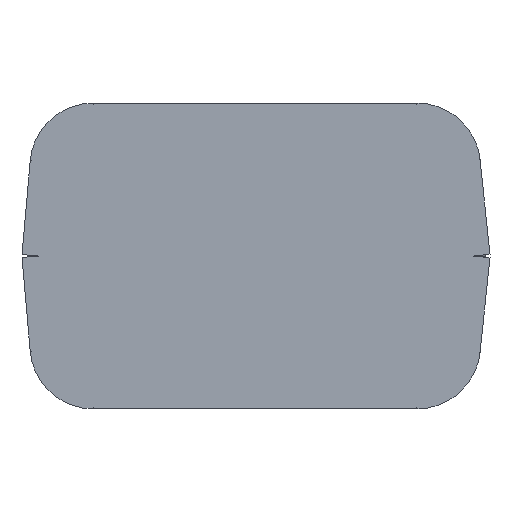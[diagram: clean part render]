
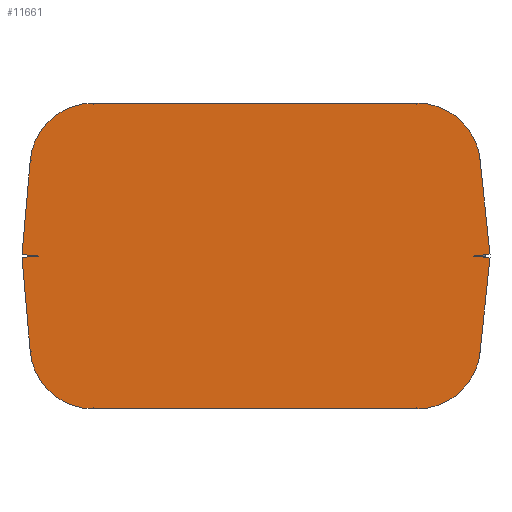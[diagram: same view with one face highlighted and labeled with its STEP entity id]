
A CAD part, left-side view. The second image highlights one B-rep face of the part: STEP entity #11661.
In plain terms, the highlighted planar face has unit normal (-1, 0, 0).
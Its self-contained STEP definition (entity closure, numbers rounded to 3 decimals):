
#1784=DIRECTION('',(0.,0.994,-0.105));
#1785=VECTOR('',#1784,4.24);
#1786=CARTESIAN_POINT('',(-38.5,-42.913,0.445));
#1787=LINE('',#1786,#1785);
#1792=DIRECTION('',(0.,-0.087,0.996));
#1793=VECTOR('',#1792,24.138);
#1794=CARTESIAN_POINT('',(-38.5,77.224,0.37));
#1795=LINE('',#1794,#1793);
#1796=CARTESIAN_POINT('',(-38.5,58.942,23.));
#1797=DIRECTION('',(1.,0.,0.));
#1798=DIRECTION('',(0.,0.996,0.087));
#1799=AXIS2_PLACEMENT_3D('',#1796,#1797,#1798);
#1801=DIRECTION('',(0.,-1.,0.));
#1802=VECTOR('',#1801,83.108);
#1803=CARTESIAN_POINT('',(-38.5,58.942,39.24));
#1804=LINE('',#1803,#1802);
#1805=CARTESIAN_POINT('',(-38.5,-24.166,39.24));
#1806=CARTESIAN_POINT('',(-38.5,-24.889,39.24));
#1807=CARTESIAN_POINT('',(-38.5,-26.334,39.144));
#1808=CARTESIAN_POINT('',(-38.5,-28.463,38.714));
#1809=CARTESIAN_POINT('',(-38.5,-30.517,38.005));
#1810=CARTESIAN_POINT('',(-38.5,-32.459,37.031));
#1811=CARTESIAN_POINT('',(-38.5,-34.253,35.807));
#1812=CARTESIAN_POINT('',(-38.5,-35.87,34.357));
#1813=CARTESIAN_POINT('',(-38.5,-37.279,32.704));
#1814=CARTESIAN_POINT('',(-38.5,-38.456,30.879));
#1815=CARTESIAN_POINT('',(-38.5,-39.379,28.914));
#1816=CARTESIAN_POINT('',(-38.5,-40.032,26.843));
#1817=CARTESIAN_POINT('',(-38.5,-40.28,25.417));
#1818=CARTESIAN_POINT('',(-38.5,-40.355,24.699));
#1820=DIRECTION('',(0.,-0.105,-0.994));
#1821=VECTOR('',#1820,24.389);
#1822=CARTESIAN_POINT('',(-38.5,-40.355,24.699));
#1823=LINE('',#1822,#1821);
#1824=DIRECTION('',(0.,-0.105,0.994));
#1825=VECTOR('',#1824,24.389);
#1826=CARTESIAN_POINT('',(-38.5,-40.355,-24.699));
#1827=LINE('',#1826,#1825);
#1828=CARTESIAN_POINT('',(-38.5,-24.166,-39.24));
#1829=CARTESIAN_POINT('',(-38.5,-24.889,-39.24));
#1830=CARTESIAN_POINT('',(-38.5,-26.334,-39.144));
#1831=CARTESIAN_POINT('',(-38.5,-28.463,-38.714));
#1832=CARTESIAN_POINT('',(-38.5,-30.517,-38.005));
#1833=CARTESIAN_POINT('',(-38.5,-32.459,-37.031));
#1834=CARTESIAN_POINT('',(-38.5,-34.253,-35.807));
#1835=CARTESIAN_POINT('',(-38.5,-35.87,-34.357));
#1836=CARTESIAN_POINT('',(-38.5,-37.279,-32.704));
#1837=CARTESIAN_POINT('',(-38.5,-38.456,-30.879));
#1838=CARTESIAN_POINT('',(-38.5,-39.379,-28.914));
#1839=CARTESIAN_POINT('',(-38.5,-40.032,-26.843));
#1840=CARTESIAN_POINT('',(-38.5,-40.28,-25.417));
#1841=CARTESIAN_POINT('',(-38.5,-40.355,-24.699));
#1843=DIRECTION('',(0.,-1.,0.));
#1844=VECTOR('',#1843,83.108);
#1845=CARTESIAN_POINT('',(-38.5,58.942,-39.24));
#1846=LINE('',#1845,#1844);
#1847=CARTESIAN_POINT('',(-38.5,58.942,-23.));
#1848=DIRECTION('',(-1.,0.,0.));
#1849=DIRECTION('',(0.,0.996,-0.087));
#1850=AXIS2_PLACEMENT_3D('',#1847,#1848,#1849);
#1852=DIRECTION('',(0.,-0.087,-0.996));
#1853=VECTOR('',#1852,24.138);
#1854=CARTESIAN_POINT('',(-38.5,77.224,-0.37));
#1855=LINE('',#1854,#1853);
#1856=DIRECTION('',(0.,-0.996,0.087));
#1857=VECTOR('',#1856,4.24);
#1858=CARTESIAN_POINT('',(-38.5,77.224,-0.37));
#1859=LINE('',#1858,#1857);
#1872=DIRECTION('',(0.,-0.996,-0.087));
#1873=VECTOR('',#1872,4.24);
#1874=CARTESIAN_POINT('',(-38.5,77.224,0.37));
#1875=LINE('',#1874,#1873);
#3477=DIRECTION('',(0.,0.994,0.105));
#3478=VECTOR('',#3477,4.24);
#3479=CARTESIAN_POINT('',(-38.5,-42.913,-0.445));
#3480=LINE('',#3479,#3478);
#9148=CARTESIAN_POINT('',(-38.5,-38.696,0.));
#9150=VERTEX_POINT('',#9148);
#9228=CARTESIAN_POINT('',(-38.5,77.224,0.37));
#9229=CARTESIAN_POINT('',(-38.5,75.12,24.415));
#9230=VERTEX_POINT('',#9228);
#9231=VERTEX_POINT('',#9229);
#9232=CARTESIAN_POINT('',(-38.5,58.942,39.24));
#9233=VERTEX_POINT('',#9232);
#9234=CARTESIAN_POINT('',(-38.5,-24.166,39.24));
#9235=VERTEX_POINT('',#9234);
#9236=VERTEX_POINT('',#1818);
#9237=CARTESIAN_POINT('',(-38.5,-42.913,0.445));
#9238=VERTEX_POINT('',#9237);
#9251=CARTESIAN_POINT('',(-38.5,77.224,-0.37));
#9252=CARTESIAN_POINT('',(-38.5,75.12,-24.415));
#9253=VERTEX_POINT('',#9251);
#9254=VERTEX_POINT('',#9252);
#9255=CARTESIAN_POINT('',(-38.5,58.942,-39.24));
#9256=VERTEX_POINT('',#9255);
#9257=CARTESIAN_POINT('',(-38.5,-24.166,-39.24));
#9258=VERTEX_POINT('',#9257);
#9259=VERTEX_POINT('',#1841);
#9260=CARTESIAN_POINT('',(-38.5,-42.913,-0.445));
#9261=VERTEX_POINT('',#9260);
#9274=CARTESIAN_POINT('',(-38.5,73.,0.));
#9275=VERTEX_POINT('',#9274);
#11627=CARTESIAN_POINT('',(-38.5,84.487,-40.062));
#11628=DIRECTION('',(-1.,0.,0.));
#11629=DIRECTION('',(0.,0.,1.));
#11630=AXIS2_PLACEMENT_3D('',#11627,#11628,#11629);
#11631=PLANE('',#11630);
#11633=ORIENTED_EDGE('',*,*,#11632,.T.);
#11635=ORIENTED_EDGE('',*,*,#11634,.F.);
#11637=ORIENTED_EDGE('',*,*,#11636,.T.);
#11639=ORIENTED_EDGE('',*,*,#11638,.T.);
#11641=ORIENTED_EDGE('',*,*,#11640,.T.);
#11643=ORIENTED_EDGE('',*,*,#11642,.T.);
#11645=ORIENTED_EDGE('',*,*,#11644,.T.);
#11646=ORIENTED_EDGE('',*,*,#11620,.T.);
#11648=ORIENTED_EDGE('',*,*,#11647,.F.);
#11650=ORIENTED_EDGE('',*,*,#11649,.F.);
#11652=ORIENTED_EDGE('',*,*,#11651,.F.);
#11654=ORIENTED_EDGE('',*,*,#11653,.F.);
#11656=ORIENTED_EDGE('',*,*,#11655,.F.);
#11658=ORIENTED_EDGE('',*,*,#11657,.F.);
#11659=EDGE_LOOP('',(#11633,#11635,#11637,#11639,#11641,#11643,#11645,#11646,
#11648,#11650,#11652,#11654,#11656,#11658));
#11660=FACE_OUTER_BOUND('',#11659,.F.);
#11661=ADVANCED_FACE('',(#11660),#11631,.T.);
#1800=CIRCLE('',#1799,16.24);
#1819=B_SPLINE_CURVE_WITH_KNOTS('',3,(#1805,#1806,#1807,#1808,#1809,#1810,#1811,
#1812,#1813,#1814,#1815,#1816,#1817,#1818),.UNSPECIFIED.,.F.,.F.,(4,1,1,1,1,1,1,
1,1,1,1,4),(0.,0.091,0.182,0.273,
0.364,0.455,0.545,0.636,
0.727,0.818,0.909,1.),.UNSPECIFIED.);
#1842=B_SPLINE_CURVE_WITH_KNOTS('',3,(#1828,#1829,#1830,#1831,#1832,#1833,#1834,
#1835,#1836,#1837,#1838,#1839,#1840,#1841),.UNSPECIFIED.,.F.,.F.,(4,1,1,1,1,1,1,
1,1,1,1,4),(0.,0.091,0.182,0.273,
0.364,0.455,0.545,0.636,
0.727,0.818,0.909,1.),.UNSPECIFIED.);
#1851=CIRCLE('',#1850,16.24);
#11620=EDGE_CURVE('',#9238,#9150,#1787,.T.);
#11632=EDGE_CURVE('',#9253,#9275,#1859,.T.);
#11634=EDGE_CURVE('',#9230,#9275,#1875,.T.);
#11636=EDGE_CURVE('',#9230,#9231,#1795,.T.);
#11638=EDGE_CURVE('',#9231,#9233,#1800,.T.);
#11640=EDGE_CURVE('',#9233,#9235,#1804,.T.);
#11642=EDGE_CURVE('',#9235,#9236,#1819,.T.);
#11644=EDGE_CURVE('',#9236,#9238,#1823,.T.);
#11647=EDGE_CURVE('',#9261,#9150,#3480,.T.);
#11649=EDGE_CURVE('',#9259,#9261,#1827,.T.);
#11651=EDGE_CURVE('',#9258,#9259,#1842,.T.);
#11653=EDGE_CURVE('',#9256,#9258,#1846,.T.);
#11655=EDGE_CURVE('',#9254,#9256,#1851,.T.);
#11657=EDGE_CURVE('',#9253,#9254,#1855,.T.);
